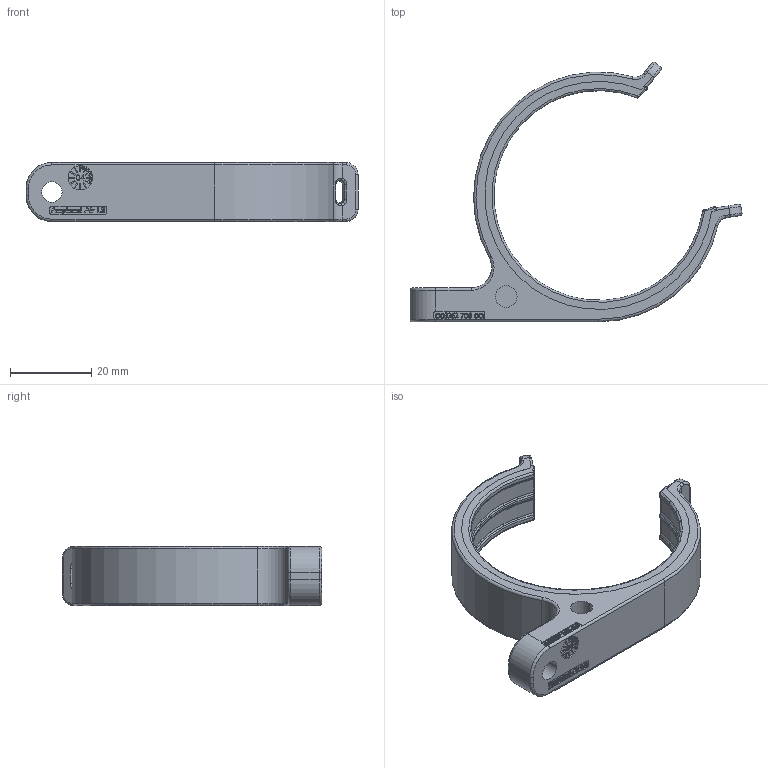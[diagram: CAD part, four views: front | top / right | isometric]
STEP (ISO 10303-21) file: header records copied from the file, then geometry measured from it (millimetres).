
FILE_DESCRIPTION((''),'2;1');
FILE_NAME('00326270800','2020-09-22T',('presta_be4'),(''),'CREO PARAMETRIC BY PTC INC, 2018360','CREO PARAMETRIC BY PTC INC, 2018360','');
FILE_SCHEMA(('CONFIG_CONTROL_DESIGN'));
Length unit declared in the file: millimetre
Products named in the file (1): 00326270800
Bounding box: 81.51 x 63.71 x 14.51 mm (x, y, z)
Volume: 13267 mm3; surface area: 7430.9 mm2
Topology: 1 solids, 1 shells, 859 faces, 2326 edges, 1519 vertices
Faces by surface type: extrusion 426, plane 275, cylinder 90, torus 36, bspline 28, cone 4
Entity records: 30666 total; most frequent: CARTESIAN_POINT 10776, ORIENTED_EDGE 4652, DIRECTION 2857, EDGE_CURVE 2326, VECTOR 1579, VERTEX_POINT 1519, B_SPLINE_CURVE_WITH_KNOTS 1365, LINE 1153
